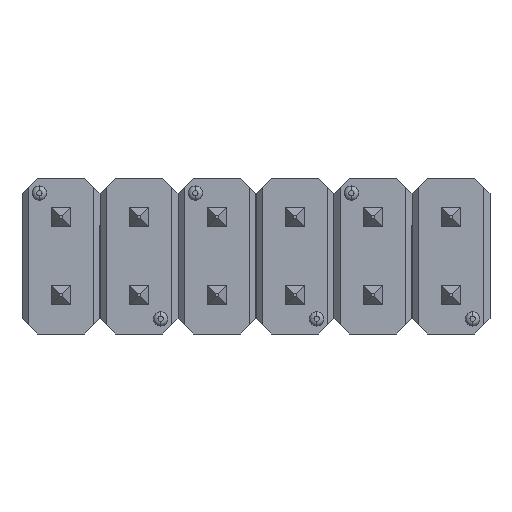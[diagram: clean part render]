
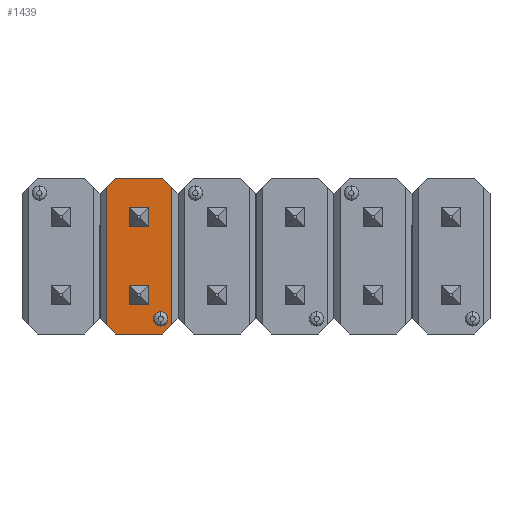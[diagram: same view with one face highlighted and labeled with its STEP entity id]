
A CAD part, front view. The second image highlights one B-rep face of the part: STEP entity #1439.
In plain terms, the highlighted planar face has unit normal (0, -1, 0).
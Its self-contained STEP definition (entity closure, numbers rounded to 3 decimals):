
#13 = CARTESIAN_POINT ( 'NONE',  ( -1.27, 0., 2.54 ) ) ;
#28 = LINE ( 'NONE', #1125, #1038 ) ;
#111 = DIRECTION ( 'NONE',  ( 0.707, 0., 0.707 ) ) ;
#123 = VECTOR ( 'NONE', #1321, 1000. ) ;
#155 = CARTESIAN_POINT ( 'NONE',  ( 0., 0., 0. ) ) ;
#181 = VERTEX_POINT ( 'NONE', #1364 ) ;
#184 = VERTEX_POINT ( 'NONE', #1443 ) ;
#194 = VERTEX_POINT ( 'NONE', #965 ) ;
#203 = CARTESIAN_POINT ( 'NONE',  ( -0.704, 0., 2.047 ) ) ;
#226 = AXIS2_PLACEMENT_3D ( 'NONE', #467, #1329, #595 ) ;
#238 = EDGE_LOOP ( 'NONE', ( #682, #975 ) ) ;
#249 = EDGE_LOOP ( 'NONE', ( #589, #1563, #609, #1583, #335, #326, #723, #1196 ) ) ;
#303 = PLANE ( 'NONE',  #1071 ) ;
#310 = VERTEX_POINT ( 'NONE', #392 ) ;
#326 = ORIENTED_EDGE ( 'NONE', *, *, #760, .T. ) ;
#328 = FACE_BOUND ( 'NONE', #238, .T. ) ;
#335 = ORIENTED_EDGE ( 'NONE', *, *, #1183, .T. ) ;
#336 = CARTESIAN_POINT ( 'NONE',  ( 1.27, 0., 2.04 ) ) ;
#349 = VECTOR ( 'NONE', #111, 1000. ) ;
#353 = DIRECTION ( 'NONE',  ( 0., 0., 1. ) ) ;
#354 = VERTEX_POINT ( 'NONE', #575 ) ;
#392 = CARTESIAN_POINT ( 'NONE',  ( -1.07, 0., 2.24 ) ) ;
#427 = DIRECTION ( 'NONE',  ( 0., 1., 0. ) ) ;
#467 = CARTESIAN_POINT ( 'NONE',  ( -0.704, 0., 2.047 ) ) ;
#562 = CARTESIAN_POINT ( 'NONE',  ( 1.07, 0., 0. ) ) ;
#575 = CARTESIAN_POINT ( 'NONE',  ( 0.77, 0., -2.54 ) ) ;
#589 = ORIENTED_EDGE ( 'NONE', *, *, #1051, .T. ) ;
#595 = DIRECTION ( 'NONE',  ( 0., 0., 1. ) ) ;
#602 = EDGE_CURVE ( 'NONE', #656, #194, #1562, .T. ) ;
#609 = ORIENTED_EDGE ( 'NONE', *, *, #602, .T. ) ;
#656 = VERTEX_POINT ( 'NONE', #1195 ) ;
#666 = AXIS2_PLACEMENT_3D ( 'NONE', #203, #1104, #353 ) ;
#675 = VERTEX_POINT ( 'NONE', #1568 ) ;
#676 = LINE ( 'NONE', #685, #1289 ) ;
#682 = ORIENTED_EDGE ( 'NONE', *, *, #934, .T. ) ;
#685 = CARTESIAN_POINT ( 'NONE',  ( -0.77, 0., 2.54 ) ) ;
#691 = EDGE_CURVE ( 'NONE', #354, #194, #28, .T. ) ;
#723 = ORIENTED_EDGE ( 'NONE', *, *, #1323, .T. ) ;
#760 = EDGE_CURVE ( 'NONE', #675, #885, #1452, .T. ) ;
#804 = DIRECTION ( 'NONE',  ( -0.707, 0., -0.707 ) ) ;
#829 = VECTOR ( 'NONE', #1061, 1000. ) ;
#877 = DIRECTION ( 'NONE',  ( 0., 0., -1. ) ) ;
#880 = VECTOR ( 'NONE', #1426, 1000. ) ;
#883 = VECTOR ( 'NONE', #1430, 1000. ) ;
#885 = VERTEX_POINT ( 'NONE', #1646 ) ;
#934 = EDGE_CURVE ( 'NONE', #1017, #181, #1188, .T. ) ;
#965 = CARTESIAN_POINT ( 'NONE',  ( -0.77, 0., -2.54 ) ) ;
#968 = EDGE_CURVE ( 'NONE', #181, #1017, #1152, .T. ) ;
#975 = ORIENTED_EDGE ( 'NONE', *, *, #968, .T. ) ;
#1001 = LINE ( 'NONE', #13, #880 ) ;
#1017 = VERTEX_POINT ( 'NONE', #1286 ) ;
#1020 = LINE ( 'NONE', #1641, #349 ) ;
#1038 = VECTOR ( 'NONE', #1257, 1000. ) ;
#1051 = EDGE_CURVE ( 'NONE', #1359, #310, #676, .T. ) ;
#1061 = DIRECTION ( 'NONE',  ( 0.707, 0., -0.707 ) ) ;
#1071 = AXIS2_PLACEMENT_3D ( 'NONE', #155, #427, #1300 ) ;
#1104 = DIRECTION ( 'NONE',  ( 0., 1., 0. ) ) ;
#1125 = CARTESIAN_POINT ( 'NONE',  ( -1.27, 0., -2.54 ) ) ;
#1152 = CIRCLE ( 'NONE', #666, 0.236 ) ;
#1183 = EDGE_CURVE ( 'NONE', #354, #675, #1020, .T. ) ;
#1188 = CIRCLE ( 'NONE', #226, 0.236 ) ;
#1195 = CARTESIAN_POINT ( 'NONE',  ( -1.07, 0., -2.24 ) ) ;
#1196 = ORIENTED_EDGE ( 'NONE', *, *, #1455, .F. ) ;
#1257 = DIRECTION ( 'NONE',  ( -1., 0., 0. ) ) ;
#1286 = CARTESIAN_POINT ( 'NONE',  ( -0.704, 0., 1.811 ) ) ;
#1289 = VECTOR ( 'NONE', #804, 1000. ) ;
#1299 = LINE ( 'NONE', #1481, #1640 ) ;
#1300 = DIRECTION ( 'NONE',  ( 0., 0., 1. ) ) ;
#1321 = DIRECTION ( 'NONE',  ( -0.707, 0., 0.707 ) ) ;
#1323 = EDGE_CURVE ( 'NONE', #885, #184, #1433, .T. ) ;
#1329 = DIRECTION ( 'NONE',  ( 0., 1., 0. ) ) ;
#1359 = VERTEX_POINT ( 'NONE', #1537 ) ;
#1364 = CARTESIAN_POINT ( 'NONE',  ( -0.704, 0., 2.282 ) ) ;
#1422 = CARTESIAN_POINT ( 'NONE',  ( -1.27, 0., -2.04 ) ) ;
#1426 = DIRECTION ( 'NONE',  ( 1., 0., 0. ) ) ;
#1430 = DIRECTION ( 'NONE',  ( 0., 0., 1. ) ) ;
#1433 = LINE ( 'NONE', #336, #123 ) ;
#1439 = ADVANCED_FACE ( 'NONE', ( #328, #1580 ), #303, .F. ) ;
#1443 = CARTESIAN_POINT ( 'NONE',  ( 0.77, 0., 2.54 ) ) ;
#1452 = LINE ( 'NONE', #562, #883 ) ;
#1455 = EDGE_CURVE ( 'NONE', #1359, #184, #1001, .T. ) ;
#1481 = CARTESIAN_POINT ( 'NONE',  ( -1.07, 0., 0. ) ) ;
#1537 = CARTESIAN_POINT ( 'NONE',  ( -0.77, 0., 2.54 ) ) ;
#1562 = LINE ( 'NONE', #1422, #829 ) ;
#1563 = ORIENTED_EDGE ( 'NONE', *, *, #1638, .T. ) ;
#1568 = CARTESIAN_POINT ( 'NONE',  ( 1.07, 0., -2.24 ) ) ;
#1580 = FACE_OUTER_BOUND ( 'NONE', #249, .T. ) ;
#1583 = ORIENTED_EDGE ( 'NONE', *, *, #691, .F. ) ;
#1638 = EDGE_CURVE ( 'NONE', #310, #656, #1299, .T. ) ;
#1640 = VECTOR ( 'NONE', #877, 1000. ) ;
#1641 = CARTESIAN_POINT ( 'NONE',  ( 0.77, 0., -2.54 ) ) ;
#1646 = CARTESIAN_POINT ( 'NONE',  ( 1.07, 0., 2.24 ) ) ;
